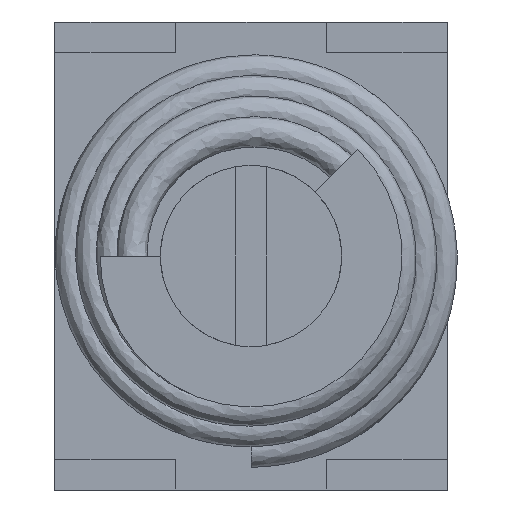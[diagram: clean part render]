
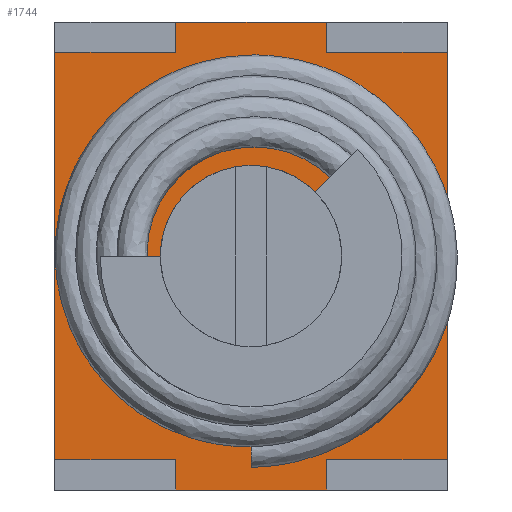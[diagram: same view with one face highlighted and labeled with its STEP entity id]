
A CAD part, front view. The second image highlights one B-rep face of the part: STEP entity #1744.
In plain terms, the highlighted planar face has unit normal (0, -1, 0).
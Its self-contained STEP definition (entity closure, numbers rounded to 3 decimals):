
#116=FACE_BOUND('',#390,.T.);
#170=PLANE('',#1955);
#271=FACE_OUTER_BOUND('',#389,.T.);
#389=EDGE_LOOP('',(#1590,#1591,#1592,#1593,#1594,#1595,#1596,#1597,#1598,
#1599,#1600,#1601));
#390=EDGE_LOOP('',(#1602));
#449=CIRCLE('',#1941,3.);
#550=LINE('',#4431,#681);
#553=LINE('',#4437,#684);
#556=LINE('',#4443,#687);
#559=LINE('',#4449,#690);
#562=LINE('',#4455,#693);
#565=LINE('',#4461,#696);
#568=LINE('',#4467,#699);
#571=LINE('',#4473,#702);
#574=LINE('',#4479,#705);
#577=LINE('',#4485,#708);
#580=LINE('',#4491,#711);
#583=LINE('',#4495,#714);
#681=VECTOR('',#2346,10.);
#684=VECTOR('',#2351,10.);
#687=VECTOR('',#2356,10.);
#690=VECTOR('',#2361,10.);
#693=VECTOR('',#2366,10.);
#696=VECTOR('',#2371,10.);
#699=VECTOR('',#2376,10.);
#702=VECTOR('',#2381,10.);
#705=VECTOR('',#2386,10.);
#708=VECTOR('',#2391,10.);
#711=VECTOR('',#2396,10.);
#714=VECTOR('',#2401,10.);
#871=VERTEX_POINT('',#4419);
#875=VERTEX_POINT('',#4428);
#876=VERTEX_POINT('',#4430);
#878=VERTEX_POINT('',#4436);
#880=VERTEX_POINT('',#4442);
#882=VERTEX_POINT('',#4448);
#884=VERTEX_POINT('',#4454);
#886=VERTEX_POINT('',#4460);
#888=VERTEX_POINT('',#4466);
#890=VERTEX_POINT('',#4472);
#892=VERTEX_POINT('',#4478);
#894=VERTEX_POINT('',#4484);
#896=VERTEX_POINT('',#4490);
#1098=EDGE_CURVE('',#871,#871,#449,.T.);
#1103=EDGE_CURVE('',#876,#875,#550,.T.);
#1106=EDGE_CURVE('',#878,#876,#553,.T.);
#1109=EDGE_CURVE('',#880,#878,#556,.T.);
#1112=EDGE_CURVE('',#882,#880,#559,.T.);
#1115=EDGE_CURVE('',#884,#882,#562,.T.);
#1118=EDGE_CURVE('',#886,#884,#565,.T.);
#1121=EDGE_CURVE('',#888,#886,#568,.T.);
#1124=EDGE_CURVE('',#890,#888,#571,.T.);
#1127=EDGE_CURVE('',#892,#890,#574,.T.);
#1130=EDGE_CURVE('',#894,#892,#577,.T.);
#1133=EDGE_CURVE('',#896,#894,#580,.T.);
#1136=EDGE_CURVE('',#875,#896,#583,.T.);
#1590=ORIENTED_EDGE('',*,*,#1136,.T.);
#1591=ORIENTED_EDGE('',*,*,#1133,.T.);
#1592=ORIENTED_EDGE('',*,*,#1130,.T.);
#1593=ORIENTED_EDGE('',*,*,#1127,.T.);
#1594=ORIENTED_EDGE('',*,*,#1124,.T.);
#1595=ORIENTED_EDGE('',*,*,#1121,.T.);
#1596=ORIENTED_EDGE('',*,*,#1118,.T.);
#1597=ORIENTED_EDGE('',*,*,#1115,.T.);
#1598=ORIENTED_EDGE('',*,*,#1112,.T.);
#1599=ORIENTED_EDGE('',*,*,#1109,.T.);
#1600=ORIENTED_EDGE('',*,*,#1106,.T.);
#1601=ORIENTED_EDGE('',*,*,#1103,.T.);
#1602=ORIENTED_EDGE('',*,*,#1098,.T.);
#1744=ADVANCED_FACE('',(#271,#116),#170,.T.);
#1941=AXIS2_PLACEMENT_3D('',#4420,#2337,#2338);
#1955=AXIS2_PLACEMENT_3D('',#4496,#2402,#2403);
#2337=DIRECTION('center_axis',(0.,1.,0.));
#2338=DIRECTION('ref_axis',(0.,0.,
-1.));
#2346=DIRECTION('',(0.,0.,-1.));
#2351=DIRECTION('',(1.,0.,0.));
#2356=DIRECTION('',(0.,0.,-1.));
#2361=DIRECTION('',(-1.,0.,0.));
#2366=DIRECTION('',(0.,0.,-1.));
#2371=DIRECTION('',(-1.,0.,0.));
#2376=DIRECTION('',(0.,0.,1.));
#2381=DIRECTION('',(-1.,0.,0.));
#2386=DIRECTION('',(0.,0.,1.));
#2391=DIRECTION('',(1.,0.,0.));
#2396=DIRECTION('',(0.,0.,1.));
#2401=DIRECTION('',(1.,0.,0.));
#2402=DIRECTION('center_axis',(0.,-1.,0.));
#2403=DIRECTION('ref_axis',(-1.,0.,0.));
#4419=CARTESIAN_POINT('',(7.75,-29.,9.5));
#4420=CARTESIAN_POINT('Origin',(7.75,-29.,6.5));
#4428=CARTESIAN_POINT('',(5.25,-29.,-1.25));
#4430=CARTESIAN_POINT('',(5.25,-29.,-0.25));
#4431=CARTESIAN_POINT('',(5.25,-29.,-3.5));
#4436=CARTESIAN_POINT('',(1.25,-29.,-0.25));
#4437=CARTESIAN_POINT('',(14.25,-29.,-0.25));
#4442=CARTESIAN_POINT('',(1.25,-29.,13.25));
#4443=CARTESIAN_POINT('',(1.25,-29.,-0.25));
#4448=CARTESIAN_POINT('',(5.25,-29.,13.25));
#4449=CARTESIAN_POINT('',(1.25,-29.,13.25));
#4454=CARTESIAN_POINT('',(5.25,-29.,14.25));
#4455=CARTESIAN_POINT('',(5.25,-29.,-3.5));
#4460=CARTESIAN_POINT('',(10.25,-29.,14.25));
#4461=CARTESIAN_POINT('',(14.25,-29.,14.25));
#4466=CARTESIAN_POINT('',(10.25,-29.,13.25));
#4467=CARTESIAN_POINT('',(10.25,-29.,16.5));
#4472=CARTESIAN_POINT('',(14.25,-29.,13.25));
#4473=CARTESIAN_POINT('',(1.25,-29.,13.25));
#4478=CARTESIAN_POINT('',(14.25,-29.,-0.25));
#4479=CARTESIAN_POINT('',(14.25,-29.,13.25));
#4484=CARTESIAN_POINT('',(10.25,-29.,-0.25));
#4485=CARTESIAN_POINT('',(14.25,-29.,-0.25));
#4490=CARTESIAN_POINT('',(10.25,-29.,-1.25));
#4491=CARTESIAN_POINT('',(10.25,-29.,16.5));
#4495=CARTESIAN_POINT('',(1.25,-29.,-1.25));
#4496=CARTESIAN_POINT('Origin',(7.75,-29.,6.5));
